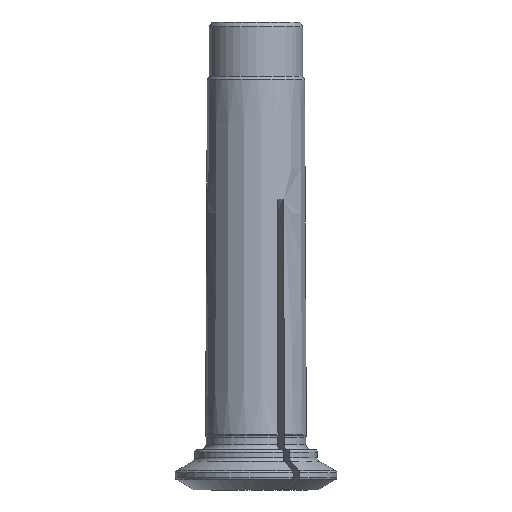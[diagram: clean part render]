
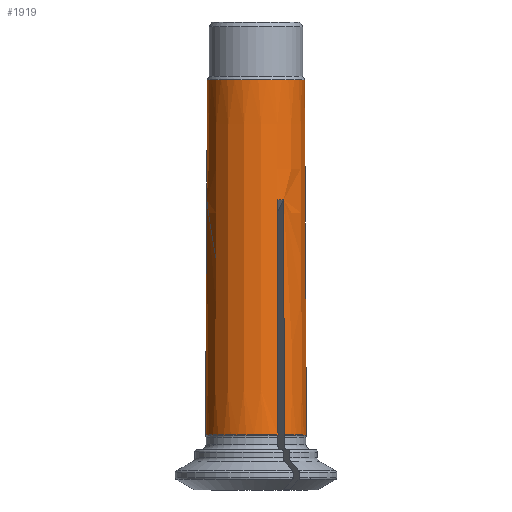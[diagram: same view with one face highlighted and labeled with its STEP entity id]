
A CAD part, front view. The second image highlights one B-rep face of the part: STEP entity #1919.
In plain terms, the highlighted conical face has half-angle 0.286 degrees and reference radius 3.002 mm.
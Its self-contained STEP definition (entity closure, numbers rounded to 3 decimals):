
#21=ELLIPSE('',#1998,4.345,3.072);
#25=ELLIPSE('',#2008,4.345,3.072);
#26=ELLIPSE('',#2050,4.345,3.072);
#137=LINE('',#2720,#209);
#146=LINE('',#2742,#218);
#160=LINE('',#2888,#232);
#161=LINE('',#2889,#233);
#162=LINE('',#2893,#234);
#163=LINE('',#2897,#235);
#209=VECTOR('',#2228,1000.);
#218=VECTOR('',#2249,1000.);
#232=VECTOR('',#2343,1000.);
#233=VECTOR('',#2344,1000.);
#234=VECTOR('',#2347,1000.);
#235=VECTOR('',#2350,1000.);
#421=ORIENTED_EDGE('',*,*,#822,.F.);
#422=ORIENTED_EDGE('',*,*,#759,.F.);
#423=ORIENTED_EDGE('',*,*,#823,.F.);
#424=ORIENTED_EDGE('',*,*,#771,.T.);
#425=ORIENTED_EDGE('',*,*,#740,.F.);
#426=ORIENTED_EDGE('',*,*,#824,.F.);
#427=ORIENTED_EDGE('',*,*,#791,.F.);
#428=ORIENTED_EDGE('',*,*,#825,.T.);
#429=ORIENTED_EDGE('',*,*,#826,.F.);
#430=ORIENTED_EDGE('',*,*,#827,.F.);
#431=ORIENTED_EDGE('',*,*,#828,.F.);
#432=ORIENTED_EDGE('',*,*,#829,.T.);
#433=ORIENTED_EDGE('',*,*,#770,.F.);
#740=EDGE_CURVE('',#952,#948,#21,.T.);
#759=EDGE_CURVE('',#970,#971,#137,.T.);
#770=EDGE_CURVE('',#971,#976,#25,.T.);
#771=EDGE_CURVE('',#978,#948,#146,.T.);
#791=EDGE_CURVE('',#995,#996,#1090,.T.);
#822=EDGE_CURVE('',#1017,#1017,#1107,.T.);
#823=EDGE_CURVE('',#978,#970,#1108,.T.);
#824=EDGE_CURVE('',#996,#952,#160,.T.);
#825=EDGE_CURVE('',#995,#1018,#161,.T.);
#826=EDGE_CURVE('',#1019,#1018,#26,.T.);
#827=EDGE_CURVE('',#1020,#1019,#162,.T.);
#828=EDGE_CURVE('',#1021,#1020,#1109,.T.);
#829=EDGE_CURVE('',#1021,#976,#163,.T.);
#948=VERTEX_POINT('',#2656);
#952=VERTEX_POINT('',#2664);
#970=VERTEX_POINT('',#2719);
#971=VERTEX_POINT('',#2721);
#976=VERTEX_POINT('',#2736);
#978=VERTEX_POINT('',#2743);
#995=VERTEX_POINT('',#2802);
#996=VERTEX_POINT('',#2803);
#1017=VERTEX_POINT('',#2886);
#1018=VERTEX_POINT('',#2890);
#1019=VERTEX_POINT('',#2892);
#1020=VERTEX_POINT('',#2894);
#1021=VERTEX_POINT('',#2896);
#1090=CIRCLE('',#2021,3.13);
#1107=CIRCLE('',#2048,3.02);
#1108=CIRCLE('',#2049,3.13);
#1109=CIRCLE('',#2051,3.13);
#1184=EDGE_LOOP('',(#421));
#1185=EDGE_LOOP('',(#422,#423,#424,#425,#426,#427,#428,#429,#430,#431,#432,
#433));
#1279=FACE_BOUND('',#1184,.T.);
#1280=FACE_BOUND('',#1185,.T.);
#1348=CONICAL_SURFACE('',#2047,3.002,0.005);
#1919=ADVANCED_FACE('',(#1279,#1280),#1348,.T.);
#1998=AXIS2_PLACEMENT_3D('',#2665,#2206,#2207);
#2008=AXIS2_PLACEMENT_3D('',#2740,#2245,#2246);
#2021=AXIS2_PLACEMENT_3D('',#2801,#2277,#2278);
#2047=AXIS2_PLACEMENT_3D('',#2884,#2337,#2338);
#2048=AXIS2_PLACEMENT_3D('',#2885,#2339,#2340);
#2049=AXIS2_PLACEMENT_3D('',#2887,#2341,#2342);
#2050=AXIS2_PLACEMENT_3D('',#2891,#2345,#2346);
#2051=AXIS2_PLACEMENT_3D('',#2895,#2348,#2349);
#2206=DIRECTION('',(-0.707,0.,-0.707));
#2207=DIRECTION('',(0.707,0.,-0.707));
#2228=DIRECTION('',(-0.003,-0.004,1.));
#2245=DIRECTION('',(0.354,0.612,-0.707));
#2246=DIRECTION('',(-0.354,-0.612,-0.707));
#2249=DIRECTION('',(0.005,0.,1.));
#2277=DIRECTION('',(0.,0.,-1.));
#2278=DIRECTION('',(-1.,0.,0.));
#2337=DIRECTION('',(0.,0.,-1.));
#2338=DIRECTION('',(-1.,0.,0.));
#2339=DIRECTION('',(0.,0.,1.));
#2340=DIRECTION('',(1.,0.,0.));
#2341=DIRECTION('',(0.,0.,-1.));
#2342=DIRECTION('',(-1.,0.,0.));
#2343=DIRECTION('',(0.005,0.,1.));
#2344=DIRECTION('',(-0.003,0.004,1.));
#2345=DIRECTION('',(0.354,-0.612,-0.707));
#2346=DIRECTION('',(-0.354,0.612,-0.707));
#2347=DIRECTION('',(-0.003,0.004,1.));
#2348=DIRECTION('',(0.,0.,-1.));
#2349=DIRECTION('',(-1.,0.,0.));
#2350=DIRECTION('',(-0.003,-0.004,1.));
#2656=CARTESIAN_POINT('',(-3.049,0.225,17.992));
#2664=CARTESIAN_POINT('',(-3.049,-0.225,17.992));
#2665=CARTESIAN_POINT('',(0.015,0.,14.928));
#2719=CARTESIAN_POINT('',(1.366,2.816,3.425));
#2720=CARTESIAN_POINT('',(1.348,2.784,10.708));
#2721=CARTESIAN_POINT('',(1.33,2.753,17.992));
#2736=CARTESIAN_POINT('',(1.719,2.528,17.992));
#2740=CARTESIAN_POINT('',(-0.008,-0.013,14.928));
#2742=CARTESIAN_POINT('',(-3.085,0.225,10.708));
#2743=CARTESIAN_POINT('',(-3.122,0.225,3.425));
#2801=CARTESIAN_POINT('',(0.,0.,3.425));
#2802=CARTESIAN_POINT('',(1.366,-2.816,3.425));
#2803=CARTESIAN_POINT('',(-3.122,-0.225,3.425));
#2884=CARTESIAN_POINT('',(0.,0.,29.));
#2885=CARTESIAN_POINT('',(0.,0.,25.416));
#2886=CARTESIAN_POINT('',(3.02,0.,25.416));
#2887=CARTESIAN_POINT('',(0.,0.,3.425));
#2888=CARTESIAN_POINT('',(-3.085,-0.225,10.708));
#2889=CARTESIAN_POINT('',(1.348,-2.784,10.708));
#2890=CARTESIAN_POINT('',(1.33,-2.753,17.992));
#2891=CARTESIAN_POINT('',(-0.008,0.013,14.928));
#2892=CARTESIAN_POINT('',(1.719,-2.528,17.992));
#2893=CARTESIAN_POINT('',(1.737,-2.559,10.708));
#2894=CARTESIAN_POINT('',(1.756,-2.591,3.425));
#2895=CARTESIAN_POINT('',(0.,0.,3.425));
#2896=CARTESIAN_POINT('',(1.756,2.591,3.425));
#2897=CARTESIAN_POINT('',(1.737,2.559,10.708));
